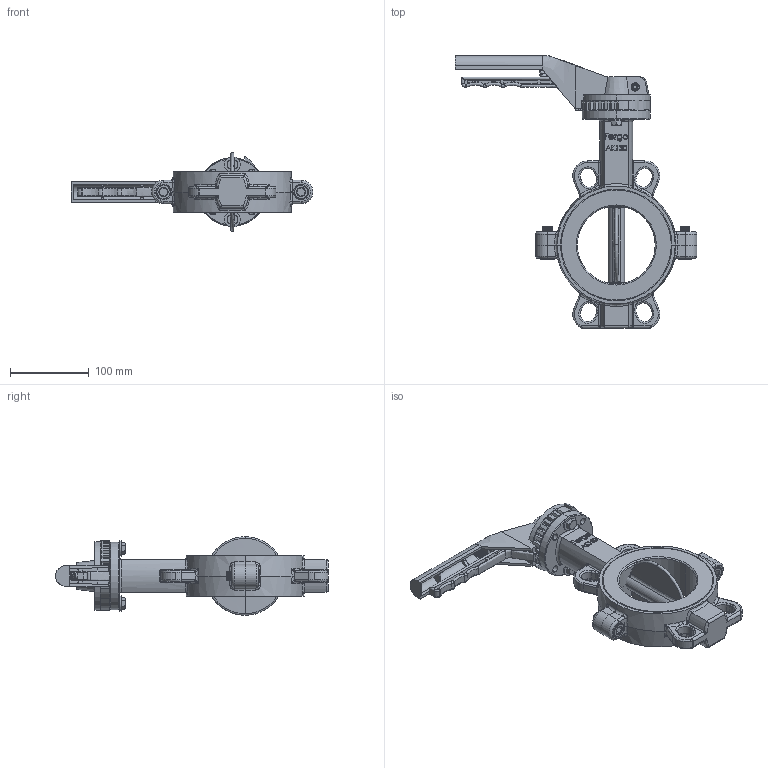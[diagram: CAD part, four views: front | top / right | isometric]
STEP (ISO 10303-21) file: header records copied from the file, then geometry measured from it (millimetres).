
FILE_DESCRIPTION (( 'STEP AP214' ), '1' );
FILE_NAME ('AK130-DN100-PN-10-16-Handhebel-Fergo.STEP', '2022-09-28T08:19:05', ( '' ), ( '' ), 'SwSTEP 2.0', 'SolidWorks 2022', '' );
FILE_SCHEMA (( 'AUTOMOTIVE_DESIGN' ));
Length unit declared in the file: millimetre
Products named in the file (1): AK130-DN100-PN-10-16-Handhebel-Fergo
Bounding box: 307.5 x 347 x 100 mm (x, y, z)
Volume: 1316585.2 mm3; surface area: 303193.1 mm2
Topology: 18 solids, 18 shells, 2053 faces, 5424 edges, 3430 vertices
Faces by surface type: plane 733, cylinder 732, bspline 304, cone 171, torus 99, sphere 14
Entity records: 114738 total; most frequent: CARTESIAN_POINT 47762, ORIENTED_EDGE 10768, DIRECTION 8618, EDGE_CURVE 5384, VERTEX_POINT 3428, AXIS2_PLACEMENT_3D 3157, VECTOR 2304, LINE 2304
